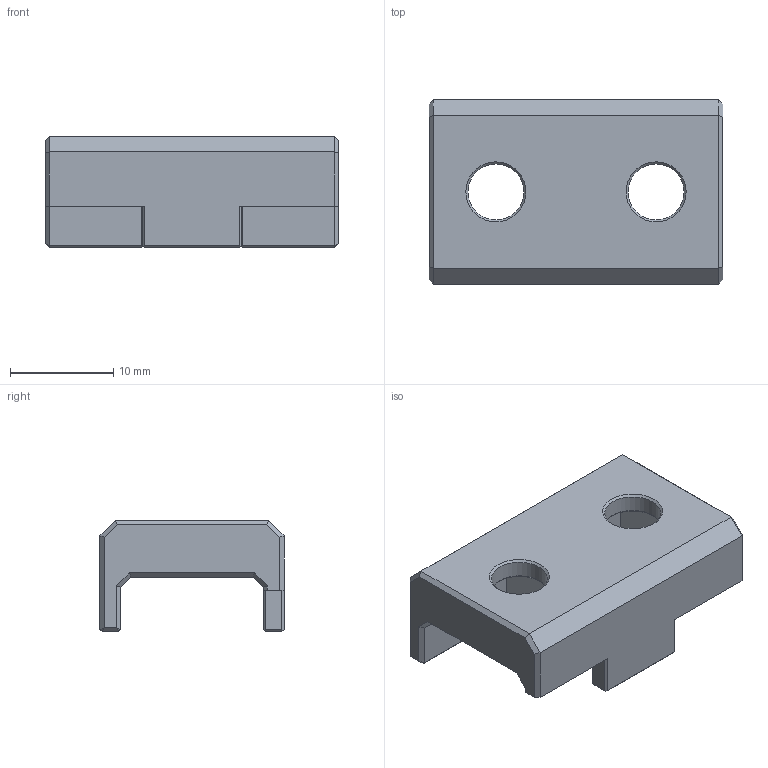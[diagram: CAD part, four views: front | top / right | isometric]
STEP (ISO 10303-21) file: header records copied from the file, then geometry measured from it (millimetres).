
FILE_DESCRIPTION(/* description */ (''),/* implementation_level */ '2;1');
FILE_NAME(/* name */ 'step.export v1.step',/* time_stamp */ '2021-11-18T07:43:59+01:00',/* author */ (''),/* organization */ (''),/* preprocessor_version */ 'ST-DEVELOPER v18.1',/* originating_system */ 'Autodesk Translation Framework v10.10.0.1391',/* authorisation */ '');
FILE_SCHEMA (('AUTOMOTIVE_DESIGN { 1 0 10303 214 3 1 1 }'));
Length unit declared in the file: millimetre
Products named in the file (1): step.export
Bounding box: 28.4 x 17.8 x 10.8 mm (x, y, z)
Volume: 2619.9 mm3; surface area: 1983.2 mm2
Topology: 1 solids, 1 shells, 109 faces, 261 edges, 156 vertices
Faces by surface type: plane 103, cone 4, cylinder 2
Full cylindrical faces by diameter (mm): 5.4 x2
Entity records: 3079 total; most frequent: CARTESIAN_POINT 527, ORIENTED_EDGE 522, DIRECTION 489, EDGE_CURVE 261, LINE 253, VECTOR 253, VERTEX_POINT 156, AXIS2_PLACEMENT_3D 118
